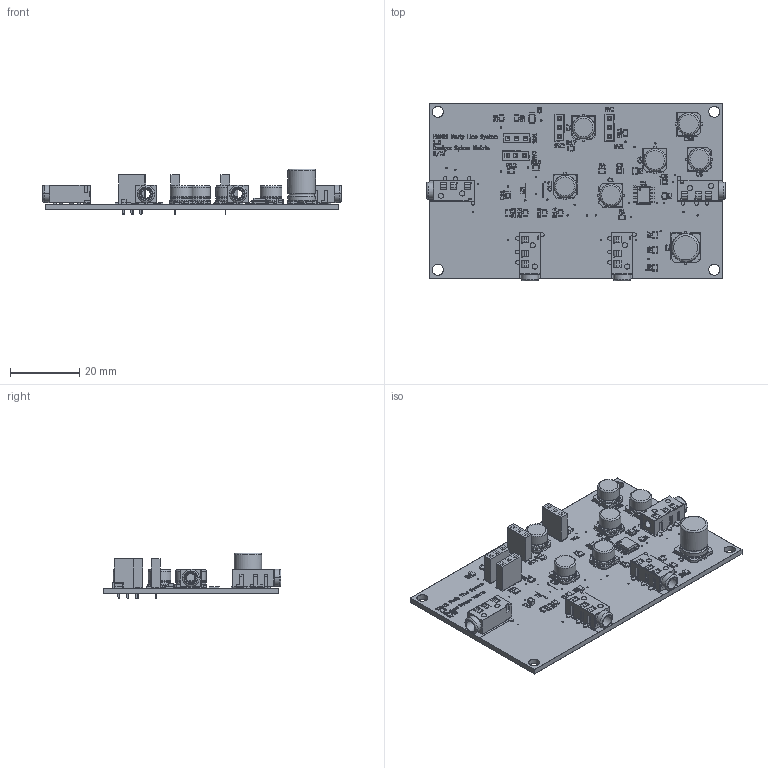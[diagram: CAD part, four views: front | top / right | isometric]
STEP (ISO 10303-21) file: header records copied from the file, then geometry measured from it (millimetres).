
FILE_DESCRIPTION(('KiCad electronic assembly'),'2;1');
FILE_NAME('party_line______.step','2025-12-24T11:50:49',('Pcbnew'),( 'Kicad'),'Open CASCADE STEP processor 7.8','KiCad to STEP converter' ,'Unknown');
FILE_SCHEMA(('AUTOMOTIVE_DESIGN { 1 0 10303 214 1 1 1 1 }'));
Length unit declared in the file: millimetre
Products named in the file (15): party_line______ 1; PinSocket_1x03_P2.54mm_Vertical; C_0805_2012Metric; C_Elec_6.3x5.4; R_0805_2012Metric; C_1206_3216Metric; PJ320D; PJ320A; PJ320D-Pin; PJ320D-Pin-B; C_Elec_8x10.2; SOIC-8_3.9x4.9mm_P1.27mm; party_line_silkscreen; party_line_soldermask; party_line_PCB
Assembly tree (45 placements, depth 3):
  party_line______ 1
    PinSocket_1x03_P2.54mm_Vertical  x4
    C_0805_2012Metric  x3
    C_Elec_6.3x5.4  x6
    R_0805_2012Metric  x17
    C_1206_3216Metric
    PJ320D  x4
      PJ320A
      PJ320D-Pin
      PJ320D-Pin-B
    C_Elec_8x10.2
    SOIC-8_3.9x4.9mm_P1.27mm
    party_line_silkscreen
    party_line_soldermask
    party_line_PCB
Bounding box: 86.5 x 51.51 x 13.3 mm (x, y, z)
Volume: 9709.9 mm3; surface area: 23728.9 mm2
Topology: 61 solids, 283 shells, 2612 faces, 9448 edges, 7164 vertices
Faces by surface type: plane 1892, cylinder 593, bspline 62, revolution 23, torus 22, sphere 20
Full cylindrical faces by diameter (mm): 0.02 x7, 0.4 x39, 0.6 x1, 1 x12, 1.2 x8, 3.2 x4, 6.3 x12, 8 x2
Entity records: 56551 total; most frequent: CARTESIAN_POINT 11021, DIRECTION 8164, ORIENTED_EDGE 6786, EDGE_CURVE 5080, VERTEX_POINT 4458, LINE 3636, VECTOR 3636, AXIS2_PLACEMENT_3D 2261
